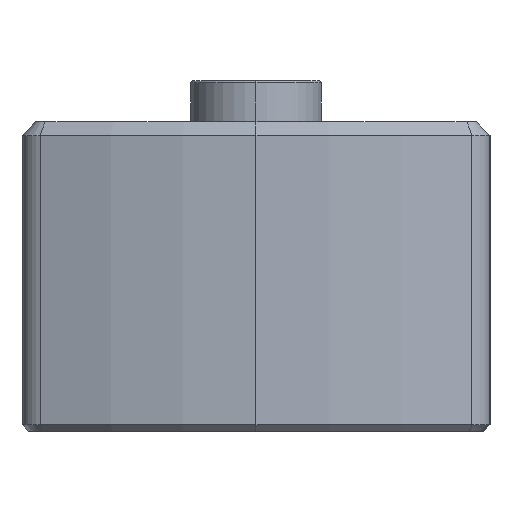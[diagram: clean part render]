
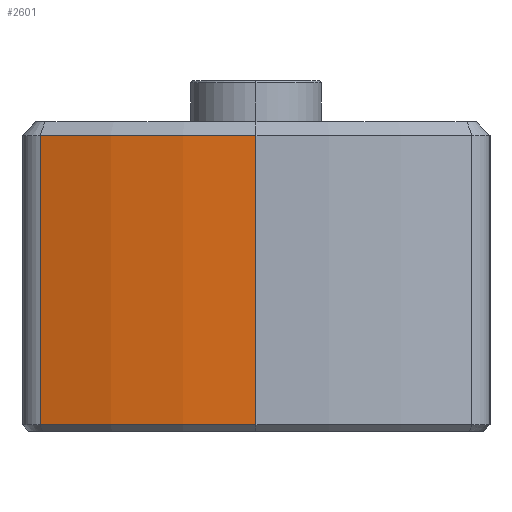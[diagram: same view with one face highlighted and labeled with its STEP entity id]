
A CAD part, left-side view. The second image highlights one B-rep face of the part: STEP entity #2601.
In plain terms, the highlighted cylindrical face has radius 92.5 mm (diameter 185 mm), a partial arc.
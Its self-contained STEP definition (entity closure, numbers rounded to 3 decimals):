
#1365=EDGE_CURVE('NONE',#2765,#3727,#4033,.T.);
#2315=VERTEX_POINT('',#5104);
#2433=EDGE_CURVE('NONE',#3727,#3573,#5238,.T.);
#2601=ADVANCED_FACE('NONE',(#5422),#5423,.T.);
#2685=EDGE_CURVE('NONE',#3573,#2315,#5520,.T.);
#2765=VERTEX_POINT('NONE',#5613);
#3573=VERTEX_POINT('NONE',#6568);
#3727=VERTEX_POINT('NONE',#6739);
#3839=EDGE_CURVE('',#2765,#2315,#6866,.T.);
#4033=CIRCLE('',#7078,92.5);
#5104=CARTESIAN_POINT('',(-267.5,0.,-44.));
#5238=LINE('',#8629,#8630);
#5422=FACE_OUTER_BOUND('',#8877,.T.);
#5423=CYLINDRICAL_SURFACE('',#8878,92.5);
#5520=CIRCLE('',#9000,92.5);
#5613=CARTESIAN_POINT('',(-267.5,0.,-2.));
#6568=CARTESIAN_POINT('',(-262.023,31.356,-44.));
#6739=CARTESIAN_POINT('',(-262.023,31.356,-2.));
#6866=LINE('',#10748,#10749);
#7078=AXIS2_PLACEMENT_3D('',#11007,#11008,#11009);
#8629=CARTESIAN_POINT('',(-262.023,31.356,-45.));
#8630=VECTOR('',#12492,1000.0);
#8877=EDGE_LOOP('',(#12695,#12696,#12697,#12698));
#8878=AXIS2_PLACEMENT_3D('',#12699,#12700,#12701);
#9000=AXIS2_PLACEMENT_3D('',#12839,#12840,#12841);
#10748=CARTESIAN_POINT('',(-267.5,0.,-23.));
#10749=VECTOR('',#14539,1.0);
#11007=CARTESIAN_POINT('',(-175.0,0.,-2.));
#11008=DIRECTION('',(0.,0.,-1.0));
#11009=DIRECTION('',(-1.0,0.,0.));
#12492=DIRECTION('',(0.,0.,-1.0));
#12695=ORIENTED_EDGE('',*,*,#3839,.F.);
#12696=ORIENTED_EDGE('',*,*,#1365,.T.);
#12697=ORIENTED_EDGE('',*,*,#2433,.T.);
#12698=ORIENTED_EDGE('',*,*,#2685,.T.);
#12699=CARTESIAN_POINT('',(-175.0,0.,-45.));
#12700=DIRECTION('',(0.,0.,1.0));
#12701=DIRECTION('',(1.0,0.,0.));
#12839=CARTESIAN_POINT('',(-175.0,0.,-44.));
#12840=DIRECTION('',(0.,0.,1.0));
#12841=DIRECTION('',(-1.0,0.,0.));
#14539=DIRECTION('',(0.,0.,-1.0));
